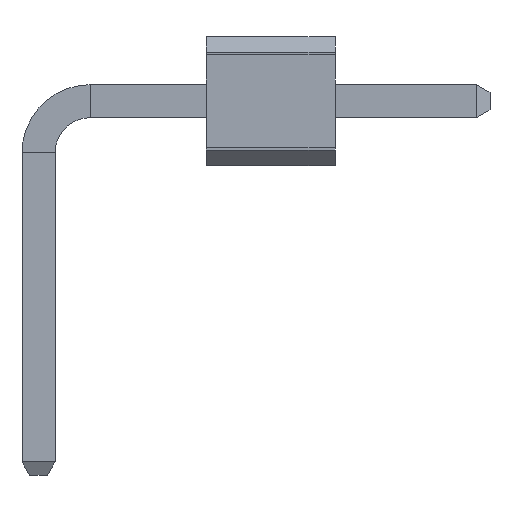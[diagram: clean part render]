
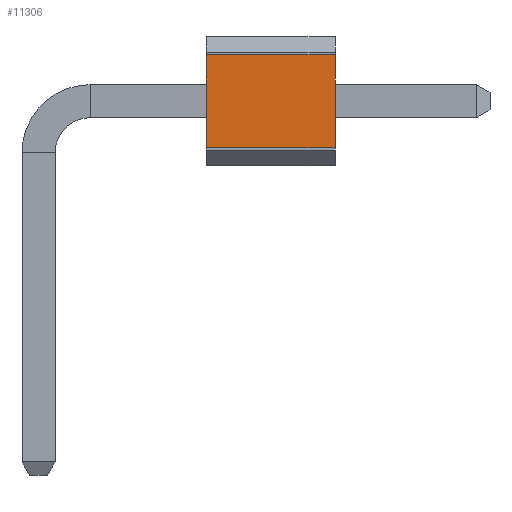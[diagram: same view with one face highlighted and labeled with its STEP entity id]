
A CAD part, left-side view. The second image highlights one B-rep face of the part: STEP entity #11306.
In plain terms, the highlighted planar face has unit normal (-1, 0, 0).
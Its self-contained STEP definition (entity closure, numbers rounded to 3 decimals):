
#73 = CARTESIAN_POINT ( 'NONE',  ( -16.51, 0., -0.9 ) ) ;
#111 = CARTESIAN_POINT ( 'NONE',  ( -16.51, 2.5, 0.9 ) ) ;
#931 = LINE ( 'NONE', #2085, #5336 ) ;
#1633 = CARTESIAN_POINT ( 'NONE',  ( -16.51, 2.5, -0.9 ) ) ;
#1772 = ORIENTED_EDGE ( 'NONE', *, *, #1877, .T. ) ;
#1853 = DIRECTION ( 'NONE',  ( 0., -1., 0. ) ) ;
#1867 = VERTEX_POINT ( 'NONE', #1633 ) ;
#1877 = EDGE_CURVE ( 'NONE', #4106, #6111, #9096, .T. ) ;
#2064 = VECTOR ( 'NONE', #8578, 1000. ) ;
#2085 = CARTESIAN_POINT ( 'NONE',  ( -16.51, 2.5, -0.9 ) ) ;
#2565 = CARTESIAN_POINT ( 'NONE',  ( -16.51, 0., 0.9 ) ) ;
#3011 = AXIS2_PLACEMENT_3D ( 'NONE', #9224, #3966, #10107 ) ;
#3202 = VECTOR ( 'NONE', #1853, 1000. ) ;
#3238 = ORIENTED_EDGE ( 'NONE', *, *, #10520, .F. ) ;
#3592 = ORIENTED_EDGE ( 'NONE', *, *, #6887, .T. ) ;
#3717 = CARTESIAN_POINT ( 'NONE',  ( -16.51, 0., 0.9 ) ) ;
#3785 = FACE_OUTER_BOUND ( 'NONE', #4091, .T. ) ;
#3966 = DIRECTION ( 'NONE',  ( 1., 0., 0. ) ) ;
#4091 = EDGE_LOOP ( 'NONE', ( #1772, #3238, #8014, #3592 ) ) ;
#4106 = VERTEX_POINT ( 'NONE', #73 ) ;
#5336 = VECTOR ( 'NONE', #6469, 1000. ) ;
#5523 = VECTOR ( 'NONE', #8731, 1000. ) ;
#5934 = VERTEX_POINT ( 'NONE', #11333 ) ;
#6111 = VERTEX_POINT ( 'NONE', #3717 ) ;
#6469 = DIRECTION ( 'NONE',  ( 0., -1., 0. ) ) ;
#6518 = EDGE_CURVE ( 'NONE', #1867, #5934, #9100, .T. ) ;
#6887 = EDGE_CURVE ( 'NONE', #1867, #4106, #931, .T. ) ;
#7695 = CARTESIAN_POINT ( 'NONE',  ( -16.51, 2.5, 0.9 ) ) ;
#8014 = ORIENTED_EDGE ( 'NONE', *, *, #6518, .F. ) ;
#8312 = PLANE ( 'NONE',  #3011 ) ;
#8578 = DIRECTION ( 'NONE',  ( 0., 0., 1. ) ) ;
#8731 = DIRECTION ( 'NONE',  ( 0., 0., 1. ) ) ;
#9096 = LINE ( 'NONE', #2565, #5523 ) ;
#9100 = LINE ( 'NONE', #7695, #2064 ) ;
#9224 = CARTESIAN_POINT ( 'NONE',  ( -16.51, 2.5, 0.9 ) ) ;
#10107 = DIRECTION ( 'NONE',  ( 0., 0., -1. ) ) ;
#10229 = LINE ( 'NONE', #111, #3202 ) ;
#10520 = EDGE_CURVE ( 'NONE', #5934, #6111, #10229, .T. ) ;
#11306 = ADVANCED_FACE ( 'NONE', ( #3785 ), #8312, .F. ) ;
#11333 = CARTESIAN_POINT ( 'NONE',  ( -16.51, 2.5, 0.9 ) ) ;
